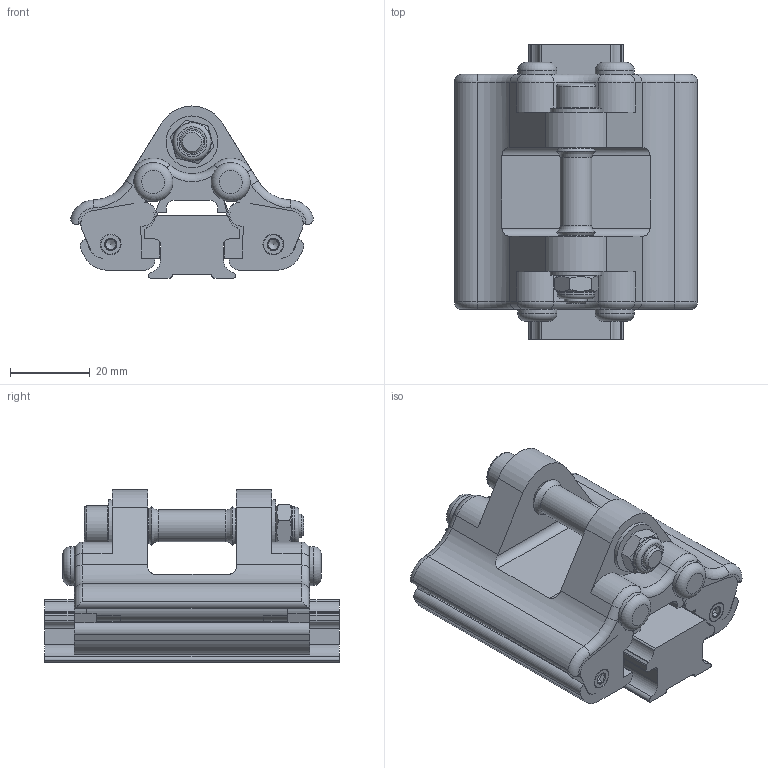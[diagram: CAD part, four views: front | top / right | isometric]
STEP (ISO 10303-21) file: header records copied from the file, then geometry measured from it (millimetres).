
FILE_DESCRIPTION(/* description */ (''),/* implementation_level */ '2;1');
FILE_NAME(/* name */ 'FB24.60S.stp',/* time_stamp */ '2021-04-02T14:38:24+02:00',/* author */ ('lucade'),/* organization */ (''),/* preprocessor_version */ 'ST-DEVELOPER v18.1',/* originating_system */ 'Autodesk Inventor 2021',/* authorisation */ '');
FILE_SCHEMA (('AUTOMOTIVE_DESIGN { 1 0 10303 214 3 1 1 }'));
Length unit declared in the file: millimetre
Products named in the file (1): 20012905
Bounding box: 60.89 x 74 x 43.18 mm (x, y, z)
Volume: 80558.2 mm3; surface area: 24003.8 mm2
Topology: 2 solids, 3 shells, 349 faces, 933 edges, 604 vertices
Faces by surface type: plane 157, cylinder 128, torus 48, cone 16
Full cylindrical faces by diameter (mm): 5.2 x4, 5.8 x2, 5.9 x1, 6.2 x3, 6.4 x2, 6.5 x1, 8 x1, 9.5 x1, 9.8 x4, 10 x1, 13 x2
Entity records: 11093 total; most frequent: CARTESIAN_POINT 2236, DIRECTION 1941, ORIENTED_EDGE 1856, EDGE_CURVE 928, AXIS2_PLACEMENT_3D 754, VERTEX_POINT 604, LINE 433, VECTOR 433
